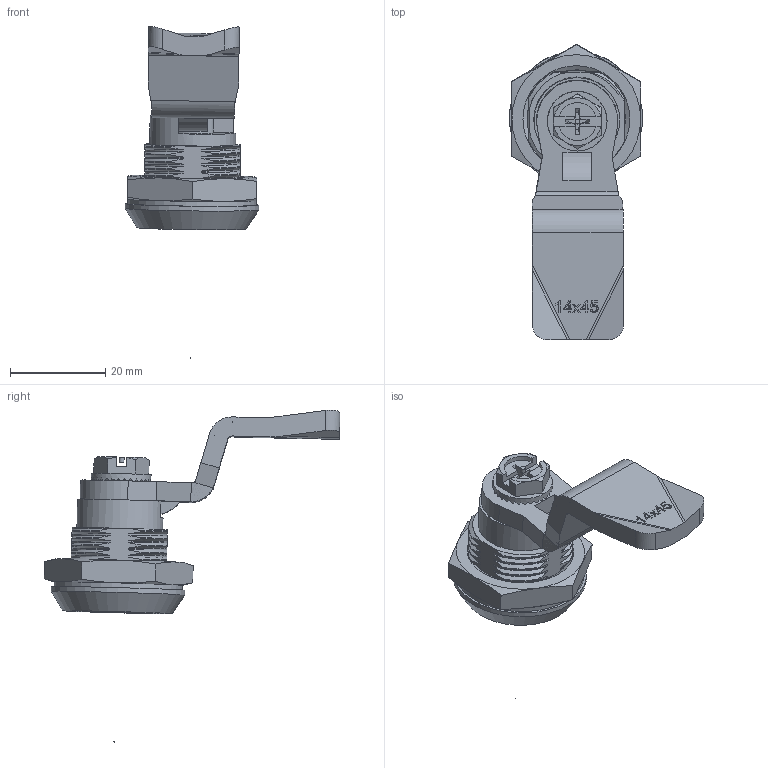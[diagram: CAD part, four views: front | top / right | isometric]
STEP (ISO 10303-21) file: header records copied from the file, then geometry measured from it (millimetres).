
FILE_DESCRIPTION(('STEP AP203'),'1');
FILE_NAME('060.1.F.15.48.step','2021-02-12T07:36:13',(' '),(' '),'Spatial InterOp 3D',' ',' ');
FILE_SCHEMA(('CONFIG_CONTROL_DESIGN'));
Length unit declared in the file: millimetre
Products named in the file (12): 1; 2; 3; 4; 5; 6; 7; 8; 9; 10; 11; 12
Bounding box: 28.01 x 62.04 x 69.63 mm (x, y, z)
Volume: 12868.5 mm3; surface area: 12507.8 mm2
Topology: 12 solids, 12 shells, 547 faces, 1523 edges, 1018 vertices
Faces by surface type: plane 313, bspline 118, cylinder 81, cone 23, extrusion 11, torus 1
Full cylindrical faces by diameter (mm): 0.1 x1, 1 x1, 1.96 x1, 5 x1, 5.2 x1, 10 x1, 11.8 x1, 12.4 x1, 12.5 x1, 15.3 x1, 15.8 x1, 16 x1, 18 x1, 27 x1, 28 x1
Entity records: 22575 total; most frequent: CARTESIAN_POINT 9987, ORIENTED_EDGE 2990, DIRECTION 1871, EDGE_CURVE 1495, VERTEX_POINT 1011, VECTOR 667, LINE 656, AXIS2_PLACEMENT_3D 602
